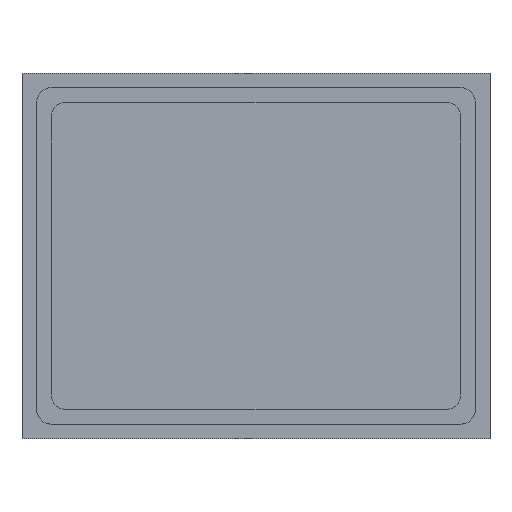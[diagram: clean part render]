
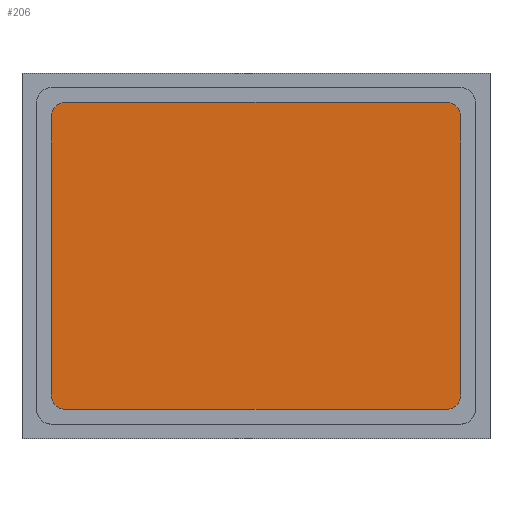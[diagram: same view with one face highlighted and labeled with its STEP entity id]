
A CAD part, top view. The second image highlights one B-rep face of the part: STEP entity #206.
In plain terms, the highlighted planar face has unit normal (0, 0, 1).
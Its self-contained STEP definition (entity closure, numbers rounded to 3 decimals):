
#206=ADVANCED_FACE('',(#390),#392,.T.);
#390=FACE_BOUND('',#391,.T.);
#391=EDGE_LOOP('',(#521,#522,#523,#524,#525,#526,#527,#528));
#392=PLANE('',#393);
#393=AXIS2_PLACEMENT_3D('',#394,#395,#396);
#394=CARTESIAN_POINT('',(0.,0.,0.8));
#395=DIRECTION('',(0.,0.,1.));
#396=DIRECTION('',(-1.,0.,0.));
#521=ORIENTED_EDGE('',*,*,#592,.T.);
#522=ORIENTED_EDGE('',*,*,#590,.T.);
#523=ORIENTED_EDGE('',*,*,#588,.T.);
#524=ORIENTED_EDGE('',*,*,#586,.T.);
#525=ORIENTED_EDGE('',*,*,#584,.T.);
#526=ORIENTED_EDGE('',*,*,#582,.T.);
#527=ORIENTED_EDGE('',*,*,#580,.T.);
#528=ORIENTED_EDGE('',*,*,#578,.T.);
#578=EDGE_CURVE('',#655,#653,#656,.T.);
#580=EDGE_CURVE('',#658,#655,#659,.T.);
#582=EDGE_CURVE('',#661,#658,#662,.T.);
#584=EDGE_CURVE('',#664,#661,#665,.T.);
#586=EDGE_CURVE('',#667,#664,#668,.T.);
#588=EDGE_CURVE('',#670,#667,#671,.T.);
#590=EDGE_CURVE('',#673,#670,#674,.T.);
#592=EDGE_CURVE('',#653,#673,#676,.T.);
#653=VERTEX_POINT('',#793);
#655=VERTEX_POINT('',#797);
#656=CIRCLE('',#798,0.1);
#658=VERTEX_POINT('',#805);
#659=LINE('',#806,#807);
#661=VERTEX_POINT('',#812);
#662=CIRCLE('',#813,0.1);
#664=VERTEX_POINT('',#820);
#665=LINE('',#821,#822);
#667=VERTEX_POINT('',#827);
#668=CIRCLE('',#828,0.1);
#670=VERTEX_POINT('',#835);
#671=LINE('',#836,#837);
#673=VERTEX_POINT('',#842);
#674=CIRCLE('',#843,0.1);
#676=LINE('',#850,#851);
#793=CARTESIAN_POINT('',(-1.3,-1.05,0.8));
#797=CARTESIAN_POINT('',(-1.4,-0.95,0.8));
#798=AXIS2_PLACEMENT_3D('',#799,#800,#801);
#799=CARTESIAN_POINT('',(-1.3,-0.95,0.8));
#800=DIRECTION('',(0.,0.,1.));
#801=DIRECTION('',(-1.,0.,0.));
#805=CARTESIAN_POINT('',(-1.4,0.95,0.8));
#806=CARTESIAN_POINT('',(-1.4,0.95,0.8));
#807=VECTOR('',#808,1.);
#808=DIRECTION('',(0.,-1.,0.));
#812=CARTESIAN_POINT('',(-1.3,1.05,0.8));
#813=AXIS2_PLACEMENT_3D('',#814,#815,#816);
#814=CARTESIAN_POINT('',(-1.3,0.95,0.8));
#815=DIRECTION('',(0.,0.,1.));
#816=DIRECTION('',(0.,1.,0.));
#820=CARTESIAN_POINT('',(1.3,1.05,0.8));
#821=CARTESIAN_POINT('',(1.3,1.05,0.8));
#822=VECTOR('',#823,1.);
#823=DIRECTION('',(-1.,0.,0.));
#827=CARTESIAN_POINT('',(1.4,0.95,0.8));
#828=AXIS2_PLACEMENT_3D('',#829,#830,#831);
#829=CARTESIAN_POINT('',(1.3,0.95,0.8));
#830=DIRECTION('',(0.,0.,1.));
#831=DIRECTION('',(1.,0.,0.));
#835=CARTESIAN_POINT('',(1.4,-0.95,0.8));
#836=CARTESIAN_POINT('',(1.4,-0.95,0.8));
#837=VECTOR('',#838,1.);
#838=DIRECTION('',(0.,1.,0.));
#842=CARTESIAN_POINT('',(1.3,-1.05,0.8));
#843=AXIS2_PLACEMENT_3D('',#844,#845,#846);
#844=CARTESIAN_POINT('',(1.3,-0.95,0.8));
#845=DIRECTION('',(0.,0.,1.));
#846=DIRECTION('',(0.,-1.,0.));
#850=CARTESIAN_POINT('',(-1.3,-1.05,0.8));
#851=VECTOR('',#852,1.);
#852=DIRECTION('',(1.,0.,0.));
